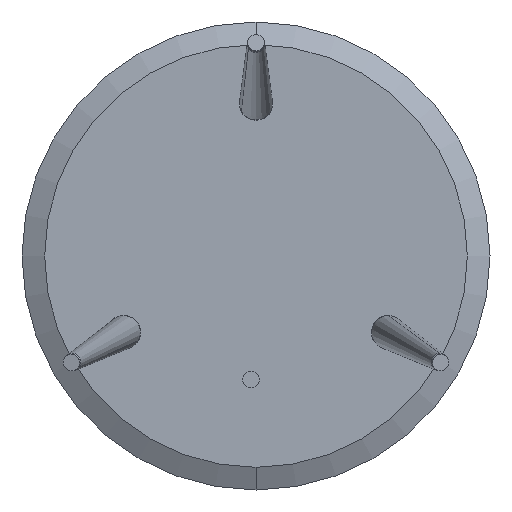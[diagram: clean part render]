
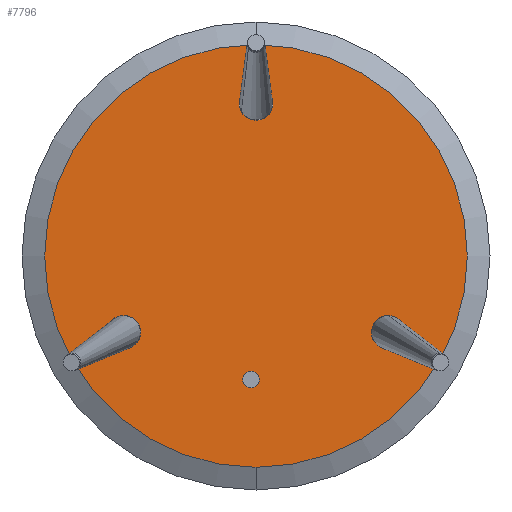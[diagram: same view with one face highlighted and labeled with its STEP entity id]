
A CAD part, front view. The second image highlights one B-rep face of the part: STEP entity #7796.
In plain terms, the highlighted planar face has unit normal (0, -1, 0).
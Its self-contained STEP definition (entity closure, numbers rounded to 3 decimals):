
#983 = EDGE_CURVE ( 'NONE', #30954, #13450, #22369, .T. ) ;
#1212 = ORIENTED_EDGE ( 'NONE', *, *, #24318, .F. ) ;
#2019 = EDGE_LOOP ( 'NONE', ( #1212, #37521 ) ) ;
#3172 = CARTESIAN_POINT ( 'NONE',  ( 152.91, -12.5, -101.124 ) ) ;
#3332 = VERTEX_POINT ( 'NONE', #39914 ) ;
#3664 = ORIENTED_EDGE ( 'NONE', *, *, #40621, .T. ) ;
#4025 = CARTESIAN_POINT ( 'NONE',  ( -155.885, -12.5, -90. ) ) ;
#4124 = CARTESIAN_POINT ( 'NONE',  ( -155.885, -12.5, -90. ) ) ;
#4261 = VERTEX_POINT ( 'NONE', #4025 ) ;
#4825 = CARTESIAN_POINT ( 'NONE',  ( -152.91, -12.5, -97.188 ) ) ;
#5047 = DIRECTION ( 'NONE',  ( 0., 0., 1. ) ) ;
#5643 = EDGE_CURVE ( 'NONE', #32833, #41682, #9398, .T. ) ;
#6870 = CARTESIAN_POINT ( 'NONE',  ( 153.924, -12.5, -93.396 ) ) ;
#7796 = ADVANCED_FACE ( 'NONE', ( #51655, #9564, #27899, #46255 ), #10437, .F. ) ;
#9270 = DIRECTION ( 'NONE',  ( 0., 1., 0. ) ) ;
#9398 =( BOUNDED_CURVE ( )  B_SPLINE_CURVE ( 3, ( #35892, #13008, #40700, #33432 ),
 .UNSPECIFIED., .F., .F. ) 
 B_SPLINE_CURVE_WITH_KNOTS ( ( 4, 4 ),
 ( 2.625, 5.766 ),
 .UNSPECIFIED. ) 
 CURVE ( )  GEOMETRIC_REPRESENTATION_ITEM ( )  RATIONAL_B_SPLINE_CURVE ( ( 1., 0.333, 0.333, 1. ) ) 
 REPRESENTATION_ITEM ( '' )  );
#9564 = FACE_OUTER_BOUND ( 'NONE', #44365, .T. ) ;
#9918 = EDGE_CURVE ( 'NONE', #12075, #39685, #34941, .T. ) ;
#10053 =( BOUNDED_CURVE ( )  B_SPLINE_CURVE ( 3, ( #43698, #20843, #57558, #44292 ),
 .UNSPECIFIED., .F., .F. ) 
 B_SPLINE_CURVE_WITH_KNOTS ( ( 4, 4 ),
 ( 3.142, 6.283 ),
 .UNSPECIFIED. ) 
 CURVE ( )  GEOMETRIC_REPRESENTATION_ITEM ( )  RATIONAL_B_SPLINE_CURVE ( ( 1., 0.333, 0.333, 1. ) ) 
 REPRESENTATION_ITEM ( '' )  );
#10437 = PLANE ( 'NONE',  #49321 ) ;
#11381 = CARTESIAN_POINT ( 'NONE',  ( 152.91, -12.5, -97.188 ) ) ;
#11437 = CARTESIAN_POINT ( 'NONE',  ( 0., -12.5, 0. ) ) ;
#12075 = VERTEX_POINT ( 'NONE', #58689 ) ;
#12502 = CARTESIAN_POINT ( 'NONE',  ( 155.885, -12.5, -90. ) ) ;
#12812 = ORIENTED_EDGE ( 'NONE', *, *, #5643, .F. ) ;
#13008 = CARTESIAN_POINT ( 'NONE',  ( -198.432, -12.5, -146.894 ) ) ;
#13450 = VERTEX_POINT ( 'NONE', #12502 ) ;
#13451 = ORIENTED_EDGE ( 'NONE', *, *, #58446, .F. ) ;
#14953 =( BOUNDED_CURVE ( )  B_SPLINE_CURVE ( 3, ( #17800, #31052, #30449, #35271 ),
 .UNSPECIFIED., .F., .F. ) 
 B_SPLINE_CURVE_WITH_KNOTS ( ( 4, 4 ),
 ( 0.517, 3.659 ),
 .UNSPECIFIED. ) 
 CURVE ( )  GEOMETRIC_REPRESENTATION_ITEM ( )  RATIONAL_B_SPLINE_CURVE ( ( 1., 0.333, 0.333, 1. ) ) 
 REPRESENTATION_ITEM ( '' )  );
#15580 = CARTESIAN_POINT ( 'NONE',  ( 155.885, -12.5, -90. ) ) ;
#15821 = CARTESIAN_POINT ( 'NONE',  ( -152.91, -12.5, -101.124 ) ) ;
#17020 = CIRCLE ( 'NONE', #43089, 280. ) ;
#17055 = CARTESIAN_POINT ( 'NONE',  ( -170.278, -12.5, -65.07 ) ) ;
#17800 = CARTESIAN_POINT ( 'NONE',  ( 152.91, -12.5, -101.124 ) ) ;
#18932 = CARTESIAN_POINT ( 'NONE',  ( -153.924, -12.5, -93.396 ) ) ;
#20093 = CARTESIAN_POINT ( 'NONE',  ( 152.91, -12.5, -101.124 ) ) ;
#20843 = CARTESIAN_POINT ( 'NONE',  ( -45., -12.5, 225.694 ) ) ;
#22218 = DIRECTION ( 'NONE',  ( 0., 0., 1. ) ) ;
#22369 =( BOUNDED_CURVE ( )  B_SPLINE_CURVE ( 3, ( #49245, #26376, #57688, #53175 ),
 .UNSPECIFIED., .F., .F. ) 
 B_SPLINE_CURVE_WITH_KNOTS ( ( 4, 4 ),
 ( 3.659, 6.283 ),
 .UNSPECIFIED. ) 
 CURVE ( )  GEOMETRIC_REPRESENTATION_ITEM ( )  RATIONAL_B_SPLINE_CURVE ( ( 1., 0.504, 0.504, 1. ) ) 
 REPRESENTATION_ITEM ( '' )  );
#24318 = EDGE_CURVE ( 'NONE', #59085, #3332, #25868, .T. ) ;
#25457 = CARTESIAN_POINT ( 'NONE',  ( 0., -12.5, 180. ) ) ;
#25607 =( BOUNDED_CURVE ( )  B_SPLINE_CURVE ( 3, ( #15821, #4825, #18932, #37608 ),
 .UNSPECIFIED., .F., .F. ) 
 B_SPLINE_CURVE_WITH_KNOTS ( ( 4, 4 ),
 ( 5.766, 6.283 ),
 .UNSPECIFIED. ) 
 CURVE ( )  GEOMETRIC_REPRESENTATION_ITEM ( )  RATIONAL_B_SPLINE_CURVE ( ( 1., 0.978, 0.978, 1. ) ) 
 REPRESENTATION_ITEM ( '' )  );
#25868 =( BOUNDED_CURVE ( )  B_SPLINE_CURVE ( 3, ( #25457, #57940, #53133, #35685 ),
 .UNSPECIFIED., .F., .F. ) 
 B_SPLINE_CURVE_WITH_KNOTS ( ( 4, 4 ),
 ( 0., 3.142 ),
 .UNSPECIFIED. ) 
 CURVE ( )  GEOMETRIC_REPRESENTATION_ITEM ( )  RATIONAL_B_SPLINE_CURVE ( ( 1., 0.333, 0.333, 1. ) ) 
 REPRESENTATION_ITEM ( '' )  );
#26236 = EDGE_LOOP ( 'NONE', ( #13451, #39355, #12812 ) ) ;
#26376 = CARTESIAN_POINT ( 'NONE',  ( 198.432, -12.5, -72.827 ) ) ;
#26675 = CARTESIAN_POINT ( 'NONE',  ( -198.432, -12.5, -72.827 ) ) ;
#27899 = FACE_BOUND ( 'NONE', #2019, .T. ) ;
#28533 = CARTESIAN_POINT ( 'NONE',  ( -152.91, -12.5, -101.124 ) ) ;
#28692 = ORIENTED_EDGE ( 'NONE', *, *, #9918, .T. ) ;
#29489 = DIRECTION ( 'NONE',  ( 0., -1., 0. ) ) ;
#30449 = CARTESIAN_POINT ( 'NONE',  ( 198.432, -12.5, -146.894 ) ) ;
#30954 = VERTEX_POINT ( 'NONE', #36233 ) ;
#31052 = CARTESIAN_POINT ( 'NONE',  ( 152.91, -12.5, -146.295 ) ) ;
#32076 = AXIS2_PLACEMENT_3D ( 'NONE', #11437, #29489, #47836 ) ;
#32376 =( BOUNDED_CURVE ( )  B_SPLINE_CURVE ( 3, ( #15580, #6870, #11381, #20093 ),
 .UNSPECIFIED., .F., .F. ) 
 B_SPLINE_CURVE_WITH_KNOTS ( ( 4, 4 ),
 ( 0., 0.517 ),
 .UNSPECIFIED. ) 
 CURVE ( )  GEOMETRIC_REPRESENTATION_ITEM ( )  RATIONAL_B_SPLINE_CURVE ( ( 1., 0.978, 0.978, 1. ) ) 
 REPRESENTATION_ITEM ( '' )  );
#32692 = CARTESIAN_POINT ( 'NONE',  ( 0., -12.5, -280. ) ) ;
#32833 = VERTEX_POINT ( 'NONE', #34996 ) ;
#33028 = ORIENTED_EDGE ( 'NONE', *, *, #983, .F. ) ;
#33432 = CARTESIAN_POINT ( 'NONE',  ( -152.91, -12.5, -101.124 ) ) ;
#34941 = CIRCLE ( 'NONE', #32076, 280. ) ;
#34996 = CARTESIAN_POINT ( 'NONE',  ( -198.432, -12.5, -101.723 ) ) ;
#35271 = CARTESIAN_POINT ( 'NONE',  ( 198.432, -12.5, -101.723 ) ) ;
#35685 = CARTESIAN_POINT ( 'NONE',  ( 0., -12.5, 225.694 ) ) ;
#35892 = CARTESIAN_POINT ( 'NONE',  ( -198.432, -12.5, -101.723 ) ) ;
#36233 = CARTESIAN_POINT ( 'NONE',  ( 198.432, -12.5, -101.723 ) ) ;
#37521 = ORIENTED_EDGE ( 'NONE', *, *, #47763, .F. ) ;
#37608 = CARTESIAN_POINT ( 'NONE',  ( -155.885, -12.5, -90. ) ) ;
#39154 = EDGE_CURVE ( 'NONE', #49252, #30954, #14953, .T. ) ;
#39355 = ORIENTED_EDGE ( 'NONE', *, *, #57350, .F. ) ;
#39685 = VERTEX_POINT ( 'NONE', #32692 ) ;
#39914 = CARTESIAN_POINT ( 'NONE',  ( 0., -12.5, 225.694 ) ) ;
#40621 = EDGE_CURVE ( 'NONE', #39685, #12075, #17020, .T. ) ;
#40700 = CARTESIAN_POINT ( 'NONE',  ( -152.91, -12.5, -146.295 ) ) ;
#41465 = EDGE_LOOP ( 'NONE', ( #49971, #33028, #48740 ) ) ;
#41682 = VERTEX_POINT ( 'NONE', #28533 ) ;
#43089 = AXIS2_PLACEMENT_3D ( 'NONE', #58642, #45991, #22218 ) ;
#43581 =( BOUNDED_CURVE ( )  B_SPLINE_CURVE ( 3, ( #4124, #17055, #26675, #44726 ),
 .UNSPECIFIED., .F., .F. ) 
 B_SPLINE_CURVE_WITH_KNOTS ( ( 4, 4 ),
 ( 0., 2.625 ),
 .UNSPECIFIED. ) 
 CURVE ( )  GEOMETRIC_REPRESENTATION_ITEM ( )  RATIONAL_B_SPLINE_CURVE ( ( 1., 0.504, 0.504, 1. ) ) 
 REPRESENTATION_ITEM ( '' )  );
#43698 = CARTESIAN_POINT ( 'NONE',  ( 0., -12.5, 225.694 ) ) ;
#44292 = CARTESIAN_POINT ( 'NONE',  ( 0., -12.5, 180. ) ) ;
#44365 = EDGE_LOOP ( 'NONE', ( #28692, #3664 ) ) ;
#44726 = CARTESIAN_POINT ( 'NONE',  ( -198.432, -12.5, -101.723 ) ) ;
#45991 = DIRECTION ( 'NONE',  ( 0., -1., 0. ) ) ;
#46255 = FACE_BOUND ( 'NONE', #26236, .T. ) ;
#47763 = EDGE_CURVE ( 'NONE', #3332, #59085, #10053, .T. ) ;
#47836 = DIRECTION ( 'NONE',  ( 0., 0., 1. ) ) ;
#48740 = ORIENTED_EDGE ( 'NONE', *, *, #39154, .F. ) ;
#49245 = CARTESIAN_POINT ( 'NONE',  ( 198.432, -12.5, -101.723 ) ) ;
#49252 = VERTEX_POINT ( 'NONE', #3172 ) ;
#49321 = AXIS2_PLACEMENT_3D ( 'NONE', #50488, #9270, #5047 ) ;
#49971 = ORIENTED_EDGE ( 'NONE', *, *, #53272, .F. ) ;
#50488 = CARTESIAN_POINT ( 'NONE',  ( 0., -12.5, 0. ) ) ;
#51655 = FACE_BOUND ( 'NONE', #41465, .T. ) ;
#53133 = CARTESIAN_POINT ( 'NONE',  ( 45., -12.5, 225.694 ) ) ;
#53175 = CARTESIAN_POINT ( 'NONE',  ( 155.885, -12.5, -90. ) ) ;
#53272 = EDGE_CURVE ( 'NONE', #13450, #49252, #32376, .T. ) ;
#57350 = EDGE_CURVE ( 'NONE', #41682, #4261, #25607, .T. ) ;
#57509 = CARTESIAN_POINT ( 'NONE',  ( 0., -12.5, 180. ) ) ;
#57558 = CARTESIAN_POINT ( 'NONE',  ( -45., -12.5, 180. ) ) ;
#57688 = CARTESIAN_POINT ( 'NONE',  ( 170.278, -12.5, -65.07 ) ) ;
#57940 = CARTESIAN_POINT ( 'NONE',  ( 45., -12.5, 180. ) ) ;
#58446 = EDGE_CURVE ( 'NONE', #4261, #32833, #43581, .T. ) ;
#58642 = CARTESIAN_POINT ( 'NONE',  ( 0., -12.5, 0. ) ) ;
#58689 = CARTESIAN_POINT ( 'NONE',  ( 0., -12.5, 280. ) ) ;
#59085 = VERTEX_POINT ( 'NONE', #57509 ) ;
